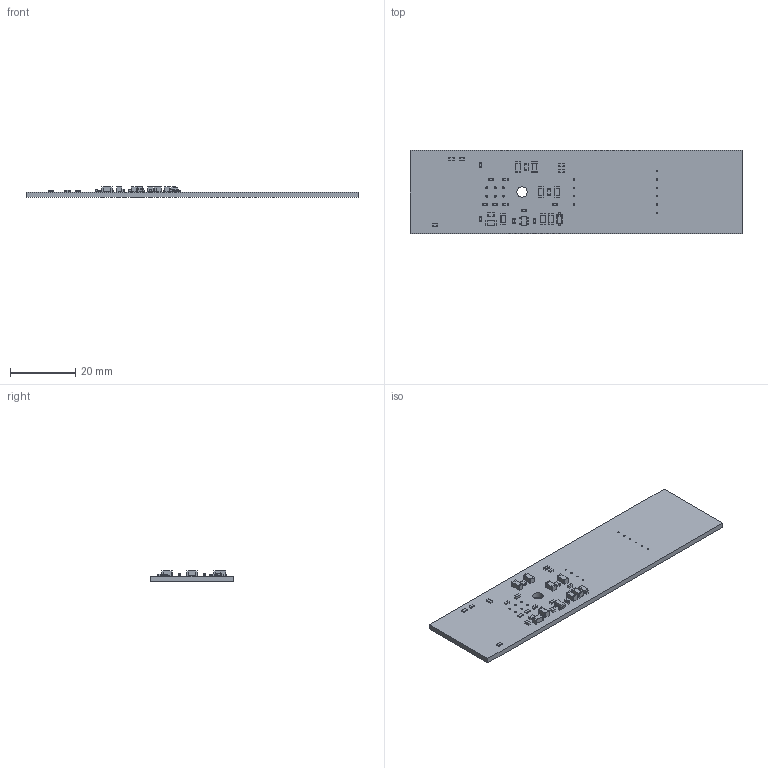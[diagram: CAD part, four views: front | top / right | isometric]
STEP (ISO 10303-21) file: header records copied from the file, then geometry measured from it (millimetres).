
FILE_DESCRIPTION(('KiCad electronic assembly'),'2;1');
FILE_NAME('keg01.step','2021-01-11T14:34:49',('An Author'),('A Company') ,'Open CASCADE STEP processor 6.9','KiCad to STEP converter','Unknown' );
FILE_SCHEMA(('AUTOMOTIVE_DESIGN { 1 0 10303 214 1 1 1 1 }'));
Length unit declared in the file: millimetre
Products named in the file (16): Open CASCADE STEP translator 6.9 1; hx711_shl; C_1206_3216Metric; SOLID; C_0603_1608Metric; D_SOD-123; R_0805_2012Metric; ESP-12E; R_0603_1608Metric; SOT-23-5; COMPOUND
Assembly tree (38 placements, depth 3):
  Open CASCADE STEP translator 6.9 1
    hx711_shl
    C_1206_3216Metric  x8
      SOLID
    C_0603_1608Metric  x5
      SOLID
    D_SOD-123
      SOLID
    R_0805_2012Metric  x3
      SOLID
    ESP-12E
    R_0603_1608Metric  x11
      SOLID
    SOT-23-5
      SOLID
    COMPOUND
Bounding box: 101.6 x 25.4 x 3.25 mm (x, y, z)
Volume: 4197.1 mm3; surface area: 5955.2 mm2
Topology: 30 solids, 30 shells, 927 faces, 2384 edges, 1544 vertices
Faces by surface type: plane 559, cylinder 313, bspline 55
Full cylindrical faces by diameter (mm): 0.4 x10, 0.6 x6, 3.2 x1
Entity records: 21845 total; most frequent: CARTESIAN_POINT 4104, DIRECTION 2813, LINE 1823, VECTOR 1823, ORIENTED_EDGE 1552, PCURVE 1552, DEFINITIONAL_REPRESENTATION 1552, EDGE_CURVE 776
